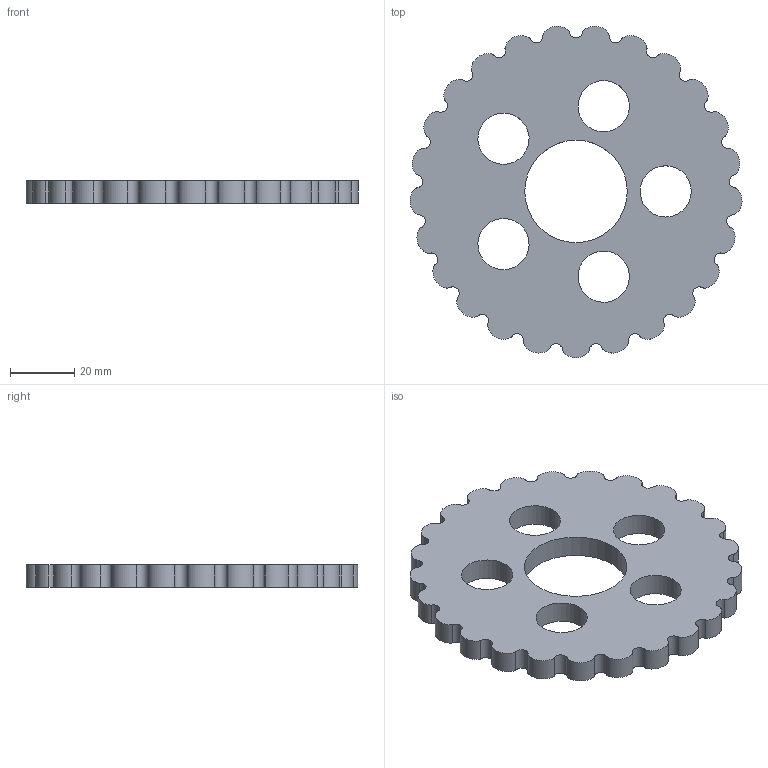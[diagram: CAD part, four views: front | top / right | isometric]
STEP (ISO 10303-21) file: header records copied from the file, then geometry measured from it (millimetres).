
FILE_DESCRIPTION(/* description */ (''),/* implementation_level */ '2;1');
FILE_NAME(/* name */ 'Modified_Gear_v2_v5.step',/* time_stamp */ '2023-12-13T12:03:21-06:00',/* author */ (''),/* organization */ (''),/* preprocessor_version */ 'ST-DEVELOPER v20',/* originating_system */ 'Autodesk Translation Framework v12.14.0.127',/* authorisation */ '');
FILE_SCHEMA (('AUTOMOTIVE_DESIGN { 1 0 10303 214 3 1 1 }'));
Length unit declared in the file: millimetre
Products named in the file (1): Modified_Gear_v2
Bounding box: 103.71 x 103.53 x 7 mm (x, y, z)
Volume: 43410.2 mm3; surface area: 17630.3 mm2
Topology: 1 solids, 1 shells, 108 faces, 323 edges, 212 vertices
Faces by surface type: plane 52, cylinder 31, bspline 25
Full cylindrical faces by diameter (mm): 16 x5, 32 x1
Entity records: 6941 total; most frequent: CARTESIAN_POINT 4214, ORIENTED_EDGE 636, DIRECTION 448, EDGE_CURVE 318, VERTEX_POINT 212, LINE 156, VECTOR 156, AXIS2_PLACEMENT_3D 146
